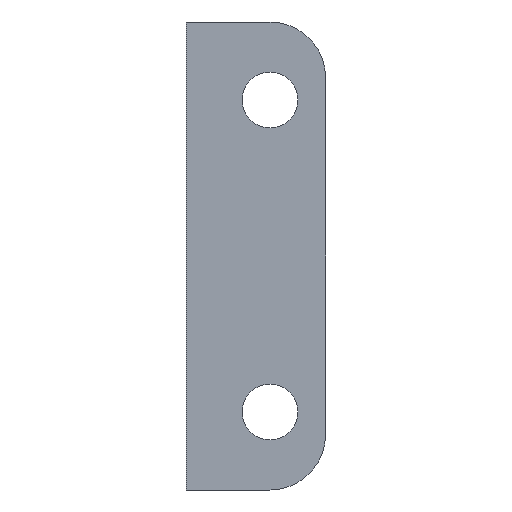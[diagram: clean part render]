
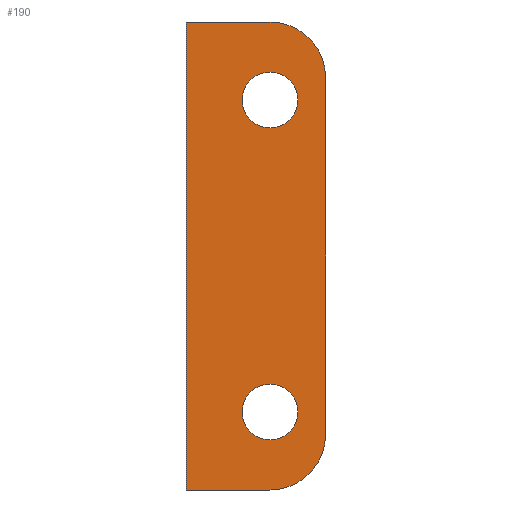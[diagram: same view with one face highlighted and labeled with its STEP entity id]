
A CAD part, left-side view. The second image highlights one B-rep face of the part: STEP entity #190.
In plain terms, the highlighted planar face has unit normal (-1, 0, 0).
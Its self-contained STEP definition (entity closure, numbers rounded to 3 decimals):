
#17=FACE_BOUND('',#47,.T.);
#18=FACE_BOUND('',#48,.T.);
#24=PLANE('',#222);
#34=FACE_OUTER_BOUND('',#46,.T.);
#46=EDGE_LOOP('',(#169,#170,#171,#172,#173,#174));
#47=EDGE_LOOP('',(#175));
#48=EDGE_LOOP('',(#176));
#52=LINE('',#291,#68);
#58=LINE('',#312,#74);
#61=LINE('',#316,#77);
#64=LINE('',#322,#80);
#68=VECTOR('',#236,10.);
#74=VECTOR('',#256,10.);
#77=VECTOR('',#261,10.);
#80=VECTOR('',#266,10.);
#81=CIRCLE('',#206,5.);
#84=CIRCLE('',#211,10.);
#85=CIRCLE('',#213,5.);
#88=CIRCLE('',#220,10.);
#89=VERTEX_POINT('',#279);
#93=VERTEX_POINT('',#288);
#94=VERTEX_POINT('',#290);
#96=VERTEX_POINT('',#296);
#97=VERTEX_POINT('',#300);
#101=VERTEX_POINT('',#309);
#102=VERTEX_POINT('',#311);
#104=VERTEX_POINT('',#320);
#105=EDGE_CURVE('',#89,#89,#81,.T.);
#110=EDGE_CURVE('',#94,#93,#52,.T.);
#114=EDGE_CURVE('',#93,#96,#84,.T.);
#115=EDGE_CURVE('',#97,#97,#85,.T.);
#120=EDGE_CURVE('',#101,#102,#58,.T.);
#123=EDGE_CURVE('',#101,#94,#61,.T.);
#126=EDGE_CURVE('',#96,#104,#64,.T.);
#128=EDGE_CURVE('',#102,#104,#88,.T.);
#169=ORIENTED_EDGE('',*,*,#128,.F.);
#170=ORIENTED_EDGE('',*,*,#120,.F.);
#171=ORIENTED_EDGE('',*,*,#123,.T.);
#172=ORIENTED_EDGE('',*,*,#110,.T.);
#173=ORIENTED_EDGE('',*,*,#114,.T.);
#174=ORIENTED_EDGE('',*,*,#126,.T.);
#175=ORIENTED_EDGE('',*,*,#105,.T.);
#176=ORIENTED_EDGE('',*,*,#115,.F.);
#190=ADVANCED_FACE('',(#34,#17,#18),#24,.T.);
#206=AXIS2_PLACEMENT_3D('',#280,#227,#228);
#211=AXIS2_PLACEMENT_3D('',#298,#243,#244);
#213=AXIS2_PLACEMENT_3D('',#301,#247,#248);
#220=AXIS2_PLACEMENT_3D('',#325,#271,#272);
#222=AXIS2_PLACEMENT_3D('',#327,#275,#276);
#227=DIRECTION('center_axis',(1.,0.,0.));
#228=DIRECTION('ref_axis',(0.,1.,0.));
#236=DIRECTION('',(0.,-1.,0.));
#243=DIRECTION('center_axis',(-1.,0.,0.));
#244=DIRECTION('ref_axis',(0.,-1.,0.));
#247=DIRECTION('center_axis',(-1.,0.,0.));
#248=DIRECTION('ref_axis',(0.,1.,0.));
#256=DIRECTION('',(0.,-1.,0.));
#261=DIRECTION('',(0.,0.,-1.));
#266=DIRECTION('',(0.,0.,1.));
#271=DIRECTION('center_axis',(1.,0.,0.));
#272=DIRECTION('ref_axis',(0.,-1.,0.));
#275=DIRECTION('center_axis',(-1.,0.,0.));
#276=DIRECTION('ref_axis',(0.,1.,0.));
#279=CARTESIAN_POINT('',(112.21,-132.5,-28.));
#280=CARTESIAN_POINT('Origin',(112.21,-127.5,-28.));
#288=CARTESIAN_POINT('',(112.21,-127.5,-42.));
#290=CARTESIAN_POINT('',(112.21,-112.5,-42.));
#291=CARTESIAN_POINT('',(112.21,-112.5,-42.));
#296=CARTESIAN_POINT('',(112.21,-137.5,-32.));
#298=CARTESIAN_POINT('Origin',(112.21,-127.5,-32.));
#300=CARTESIAN_POINT('',(112.21,-132.5,28.));
#301=CARTESIAN_POINT('Origin',(112.21,-127.5,28.));
#309=CARTESIAN_POINT('',(112.21,-112.5,42.));
#311=CARTESIAN_POINT('',(112.21,-127.5,42.));
#312=CARTESIAN_POINT('',(112.21,-112.5,42.));
#316=CARTESIAN_POINT('',(112.21,-112.5,-12.5));
#320=CARTESIAN_POINT('',(112.21,-137.5,32.));
#322=CARTESIAN_POINT('',(112.21,-137.5,-12.5));
#325=CARTESIAN_POINT('Origin',(112.21,-127.5,32.));
#327=CARTESIAN_POINT('Origin',(112.21,-125.,21.));
